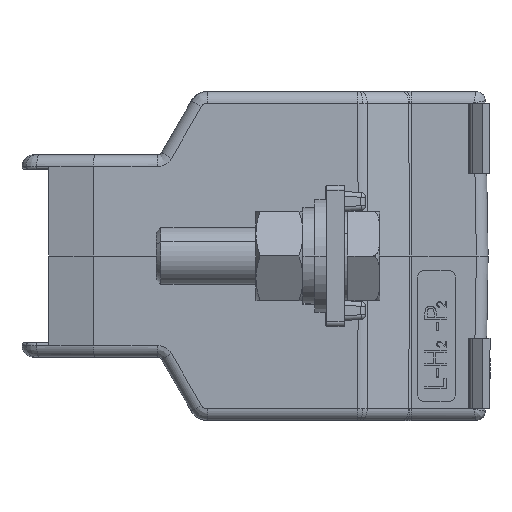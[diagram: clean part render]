
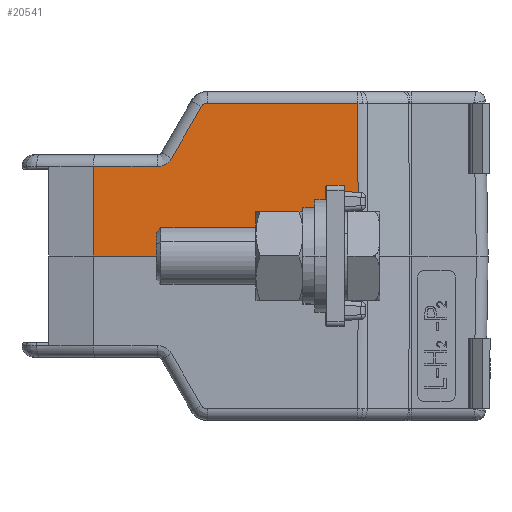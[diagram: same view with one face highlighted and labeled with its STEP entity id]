
A CAD part, left-side view. The second image highlights one B-rep face of the part: STEP entity #20541.
In plain terms, the highlighted planar face has unit normal (-1, 0, 0.018).
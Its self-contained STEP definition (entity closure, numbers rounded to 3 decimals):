
#57 = ORIENTED_EDGE ( 'NONE', *, *, #69, .T. ) ;
#67 = ORIENTED_EDGE ( 'NONE', *, *, #97, .T. ) ;
#69 = EDGE_CURVE ( 'NONE', #21005, #20311, #1586, .T. ) ;
#70 = ORIENTED_EDGE ( 'NONE', *, *, #169, .T. ) ;
#82 = VERTEX_POINT ( 'NONE', #1577 ) ;
#84 = VERTEX_POINT ( 'NONE', #1640 ) ;
#85 = VERTEX_POINT ( 'NONE', #1639 ) ;
#97 = EDGE_CURVE ( 'NONE', #20620, #21005, #1631, .T. ) ;
#102 = ORIENTED_EDGE ( 'NONE', *, *, #142, .T. ) ;
#137 = ORIENTED_EDGE ( 'NONE', *, *, #193, .T. ) ;
#138 = EDGE_CURVE ( 'NONE', #20342, #20507, #1705, .T. ) ;
#142 = EDGE_CURVE ( 'NONE', #20507, #20620, #1692, .T. ) ;
#157 = EDGE_CURVE ( 'NONE', #82, #203, #1732, .T. ) ;
#159 = EDGE_CURVE ( 'NONE', #84, #178, #1723, .T. ) ;
#162 = VERTEX_POINT ( 'NONE', #1724 ) ;
#163 = ORIENTED_EDGE ( 'NONE', *, *, #167, .T. ) ;
#165 = ORIENTED_EDGE ( 'NONE', *, *, #25115, .T. ) ;
#166 = VERTEX_POINT ( 'NONE', #1693 ) ;
#167 = EDGE_CURVE ( 'NONE', #178, #162, #1711, .T. ) ;
#169 = EDGE_CURVE ( 'NONE', #162, #85, #1721, .T. ) ;
#171 = EDGE_CURVE ( 'NONE', #85, #166, #1968, .T. ) ;
#178 = VERTEX_POINT ( 'NONE', #1963 ) ;
#193 = EDGE_CURVE ( 'NONE', #25066, #82, #1989, .T. ) ;
#203 = VERTEX_POINT ( 'NONE', #2044 ) ;
#1350 = CARTESIAN_POINT ( 'NONE',  ( -31.432, 60.24, 32.544 ) ) ;
#1356 = CARTESIAN_POINT ( 'NONE',  ( -31.437, 60.715, 32.269 ) ) ;
#1384 = VECTOR ( 'NONE', #1391, 1000. ) ;
#1385 = CARTESIAN_POINT ( 'NONE',  ( -31.445, 60.99, 31.794 ) ) ;
#1391 = DIRECTION ( 'NONE',  ( -0.015, 0.5, -0.866 ) ) ;
#1577 = CARTESIAN_POINT ( 'NONE',  ( -32., 84., 0. ) ) ;
#1583 = DIRECTION ( 'NONE',  ( 0., -1., 0. ) ) ;
#1584 = VECTOR ( 'NONE', #1583, 1000. ) ;
#1585 = CARTESIAN_POINT ( 'NONE',  ( -32., 26.5, 0. ) ) ;
#1586 = LINE ( 'NONE', #1585, #1584 ) ;
#1620 = DIRECTION ( 'NONE',  ( -0.017, 0., -1. ) ) ;
#1622 = VECTOR ( 'NONE', #1620, 1000. ) ;
#1630 = CARTESIAN_POINT ( 'NONE',  ( -32., 30.5, 0. ) ) ;
#1631 = LINE ( 'NONE', #1630, #1622 ) ;
#1639 = CARTESIAN_POINT ( 'NONE',  ( -31.637, 67.34, 20.794 ) ) ;
#1640 = CARTESIAN_POINT ( 'NONE',  ( -31.432, 27.765, 32.544 ) ) ;
#1663 = DIRECTION ( 'NONE',  ( 0., -1., 0. ) ) ;
#1664 = CARTESIAN_POINT ( 'NONE',  ( -31.738, 26.5, 15. ) ) ;
#1688 = CARTESIAN_POINT ( 'NONE',  ( -31.743, 30.5, 14.75 ) ) ;
#1689 = CARTESIAN_POINT ( 'NONE',  ( -31.74, 30.5, 14.896 ) ) ;
#1690 = CARTESIAN_POINT ( 'NONE',  ( -31.738, 30.604, 15. ) ) ;
#1691 = CARTESIAN_POINT ( 'NONE',  ( -31.738, 30.75, 15. ) ) ;
#1692 =( BOUNDED_CURVE ( )  B_SPLINE_CURVE ( 3, ( #1691, #1690, #1689, #1688 ),
 .UNSPECIFIED., .F., .T. ) 
 B_SPLINE_CURVE_WITH_KNOTS ( ( 4, 4 ),
 ( 3.142, 4.712 ),
 .UNSPECIFIED. ) 
 CURVE ( )  GEOMETRIC_REPRESENTATION_ITEM ( )  RATIONAL_B_SPLINE_CURVE ( ( 1., 0.805, 0.805, 1. ) ) 
 REPRESENTATION_ITEM ( '' )  );
#1693 = CARTESIAN_POINT ( 'NONE',  ( -31.668, 70.372, 19.044 ) ) ;
#1698 = VECTOR ( 'NONE', #1663, 1000. ) ;
#1705 = LINE ( 'NONE', #1664, #1698 ) ;
#1706 = CARTESIAN_POINT ( 'NONE',  ( -31.432, 59.691, 32.544 ) ) ;
#1711 =( BOUNDED_CURVE ( )  B_SPLINE_CURVE ( 3, ( #1706, #1350, #1356, #1385 ),
 .UNSPECIFIED., .F., .T. ) 
 B_SPLINE_CURVE_WITH_KNOTS ( ( 4, 4 ),
 ( 3.142, 4.189 ),
 .UNSPECIFIED. ) 
 CURVE ( )  GEOMETRIC_REPRESENTATION_ITEM ( )  RATIONAL_B_SPLINE_CURVE ( ( 1., 0.911, 0.911, 1. ) ) 
 REPRESENTATION_ITEM ( '' )  );
#1713 = CARTESIAN_POINT ( 'NONE',  ( -31.601, 66.137, 22.878 ) ) ;
#1719 = DIRECTION ( 'NONE',  ( 0., 1., 0. ) ) ;
#1720 = VECTOR ( 'NONE', #1719, 1000. ) ;
#1721 = LINE ( 'NONE', #1713, #1384 ) ;
#1722 = CARTESIAN_POINT ( 'NONE',  ( -31.432, 26.5, 32.544 ) ) ;
#1723 = LINE ( 'NONE', #1722, #1720 ) ;
#1724 = CARTESIAN_POINT ( 'NONE',  ( -31.445, 60.99, 31.794 ) ) ;
#1729 = DIRECTION ( 'NONE',  ( 0., -1., 0. ) ) ;
#1730 = VECTOR ( 'NONE', #1729, 1000. ) ;
#1731 = CARTESIAN_POINT ( 'NONE',  ( -32., 26.5, 0. ) ) ;
#1732 = LINE ( 'NONE', #1731, #1730 ) ;
#1963 = CARTESIAN_POINT ( 'NONE',  ( -31.432, 59.691, 32.544 ) ) ;
#1964 = CARTESIAN_POINT ( 'NONE',  ( -31.668, 70.372, 19.044 ) ) ;
#1965 = CARTESIAN_POINT ( 'NONE',  ( -31.668, 69.09, 19.044 ) ) ;
#1966 = CARTESIAN_POINT ( 'NONE',  ( -31.656, 67.981, 19.684 ) ) ;
#1967 = CARTESIAN_POINT ( 'NONE',  ( -31.637, 67.34, 20.794 ) ) ;
#1968 =( BOUNDED_CURVE ( )  B_SPLINE_CURVE ( 3, ( #1967, #1966, #1965, #1964 ),
 .UNSPECIFIED., .F., .T. ) 
 B_SPLINE_CURVE_WITH_KNOTS ( ( 4, 4 ),
 ( 5.236, 6.283 ),
 .UNSPECIFIED. ) 
 CURVE ( )  GEOMETRIC_REPRESENTATION_ITEM ( )  RATIONAL_B_SPLINE_CURVE ( ( 1., 0.911, 0.911, 1. ) ) 
 REPRESENTATION_ITEM ( '' )  );
#1985 = DIRECTION ( 'NONE',  ( -0.017, 0.002, -1. ) ) ;
#1986 = VECTOR ( 'NONE', #1985, 1000. ) ;
#1988 = CARTESIAN_POINT ( 'NONE',  ( -31.998, 84., 0.112 ) ) ;
#1989 = LINE ( 'NONE', #1988, #1986 ) ;
#2044 = CARTESIAN_POINT ( 'NONE',  ( -32., 34.5, 0. ) ) ;
#20211 = ORIENTED_EDGE ( 'NONE', *, *, #171, .T. ) ;
#20228 = EDGE_CURVE ( 'NONE', #20946, #20342, #34984, .T. ) ;
#20262 = ORIENTED_EDGE ( 'NONE', *, *, #20228, .T. ) ;
#20311 = VERTEX_POINT ( 'NONE', #34953 ) ;
#20342 = VERTEX_POINT ( 'NONE', #34983 ) ;
#20350 = EDGE_CURVE ( 'NONE', #166, #25066, #34969, .T. ) ;
#20507 = VERTEX_POINT ( 'NONE', #34987 ) ;
#20541 = ADVANCED_FACE ( 'NONE', ( #35029 ), #35080, .T. ) ;
#20570 = ORIENTED_EDGE ( 'NONE', *, *, #157, .T. ) ;
#20620 = VERTEX_POINT ( 'NONE', #35022 ) ;
#20878 = ORIENTED_EDGE ( 'NONE', *, *, #20350, .T. ) ;
#20940 = ORIENTED_EDGE ( 'NONE', *, *, #138, .T. ) ;
#20946 = VERTEX_POINT ( 'NONE', #35046 ) ;
#21005 = VERTEX_POINT ( 'NONE', #35069 ) ;
#21016 = EDGE_CURVE ( 'NONE', #203, #20946, #35105, .T. ) ;
#25066 = VERTEX_POINT ( 'NONE', #31798 ) ;
#25115 = EDGE_CURVE ( 'NONE', #20311, #84, #31787, .T. ) ;
#31781 = DIRECTION ( 'NONE',  ( 0.017, 0.005, 1. ) ) ;
#31782 = VECTOR ( 'NONE', #31781, 1000. ) ;
#31783 = CARTESIAN_POINT ( 'NONE',  ( -32., 27.608, -0.005 ) ) ;
#31787 = LINE ( 'NONE', #31783, #31782 ) ;
#31798 = CARTESIAN_POINT ( 'NONE',  ( -31.668, 83.963, 19.044 ) ) ;
#34953 = CARTESIAN_POINT ( 'NONE',  ( -32., 27.608, 0. ) ) ;
#34964 = DIRECTION ( 'NONE',  ( 0., 1., 0. ) ) ;
#34965 = VECTOR ( 'NONE', #34964, 1000. ) ;
#34968 = CARTESIAN_POINT ( 'NONE',  ( -31.668, 26.5, 19.044 ) ) ;
#34969 = LINE ( 'NONE', #34968, #34965 ) ;
#34978 = CARTESIAN_POINT ( 'NONE',  ( -31.738, 34.25, 15. ) ) ;
#34979 = CARTESIAN_POINT ( 'NONE',  ( -31.738, 34.396, 15. ) ) ;
#34980 = CARTESIAN_POINT ( 'NONE',  ( -31.74, 34.5, 14.896 ) ) ;
#34981 = CARTESIAN_POINT ( 'NONE',  ( -31.743, 34.5, 14.75 ) ) ;
#34983 = CARTESIAN_POINT ( 'NONE',  ( -31.738, 34.25, 15. ) ) ;
#34984 =( BOUNDED_CURVE ( )  B_SPLINE_CURVE ( 3, ( #34981, #34980, #34979, #34978 ),
 .UNSPECIFIED., .F., .T. ) 
 B_SPLINE_CURVE_WITH_KNOTS ( ( 4, 4 ),
 ( 1.571, 3.142 ),
 .UNSPECIFIED. ) 
 CURVE ( )  GEOMETRIC_REPRESENTATION_ITEM ( )  RATIONAL_B_SPLINE_CURVE ( ( 1., 0.805, 0.805, 1. ) ) 
 REPRESENTATION_ITEM ( '' )  );
#34987 = CARTESIAN_POINT ( 'NONE',  ( -31.738, 30.75, 15. ) ) ;
#35022 = CARTESIAN_POINT ( 'NONE',  ( -31.743, 30.5, 14.75 ) ) ;
#35024 = AXIS2_PLACEMENT_3D ( 'NONE', #35027, #35075, #35074 ) ;
#35027 = CARTESIAN_POINT ( 'NONE',  ( -32., 26.5, 0. ) ) ;
#35029 = FACE_OUTER_BOUND ( 'NONE', #37279, .T. ) ;
#35046 = CARTESIAN_POINT ( 'NONE',  ( -31.743, 34.5, 14.75 ) ) ;
#35069 = CARTESIAN_POINT ( 'NONE',  ( -32., 30.5, 0. ) ) ;
#35074 = DIRECTION ( 'NONE',  ( 0.017, 0., 1. ) ) ;
#35075 = DIRECTION ( 'NONE',  ( -1., 0., 0.017 ) ) ;
#35080 = PLANE ( 'NONE',  #35024 ) ;
#35098 = DIRECTION ( 'NONE',  ( 0.017, 0., 1. ) ) ;
#35099 = VECTOR ( 'NONE', #35098, 1000. ) ;
#35100 = CARTESIAN_POINT ( 'NONE',  ( -32., 34.5, 0. ) ) ;
#35105 = LINE ( 'NONE', #35100, #35099 ) ;
#37273 = ORIENTED_EDGE ( 'NONE', *, *, #159, .T. ) ;
#37277 = ORIENTED_EDGE ( 'NONE', *, *, #21016, .T. ) ;
#37279 = EDGE_LOOP ( 'NONE', ( #20570, #37277, #20262, #20940, #102, #67, #57, #165, #37273, #163, #70, #20211, #20878, #137 ) ) ;
